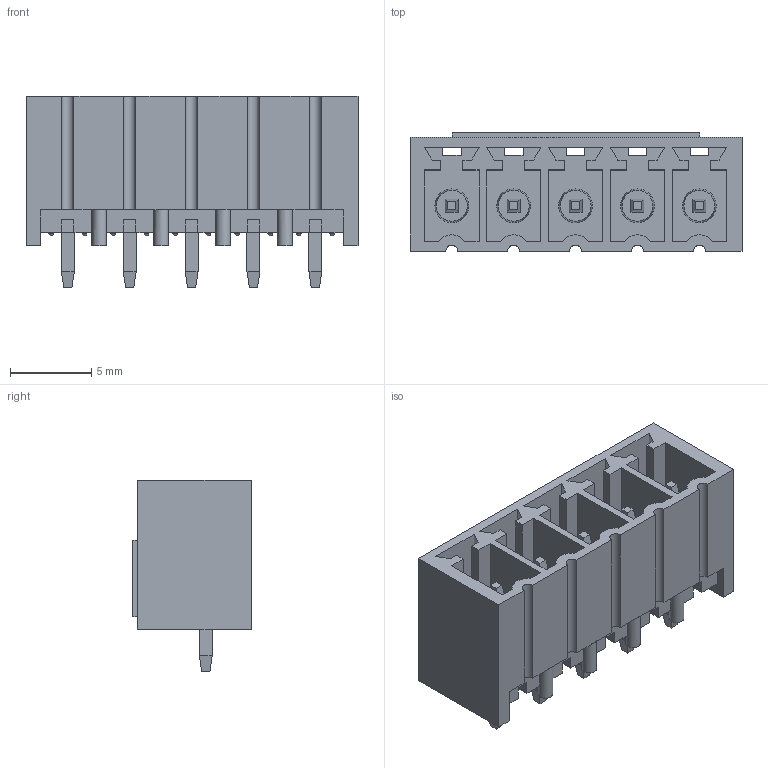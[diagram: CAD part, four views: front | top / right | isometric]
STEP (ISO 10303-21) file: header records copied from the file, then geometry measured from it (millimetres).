
FILE_DESCRIPTION( ( 'Unknown' ), '1' );
FILE_NAME( '691701310005B.stp', 'Unknown', ( 'Unknown' ), ( 'Unknown' ), 'PSStep 15.0.49', 'Unknown', ' ' );
FILE_SCHEMA( ( 'AUTOMOTIVE_DESIGN { 1 0 10303 214 1 1 1 1 }' ) );
Length unit declared in the file: millimetre
Products named in the file (3): Assem1; 6917013100xxB_PIN; 05
Assembly tree (6 placements, depth 2):
  Assem1
    6917013100xxB_PIN  x5
    05
Bounding box: 20.44 x 7.3 x 11.8 mm (x, y, z)
Volume: 646 mm3; surface area: 1861.6 mm2
Topology: 6 solids, 6 shells, 308 faces, 805 edges, 522 vertices
Faces by surface type: plane 265, cylinder 28, sphere 10, cone 5
Full cylindrical faces by diameter (mm): 0.3 x10, 0.9 x8
Entity records: 9696 total; most frequent: CARTESIAN_POINT 1339, ORIENTED_EDGE 1272, DIRECTION 1228, EDGE_CURVE 636, LINE 562, VECTOR 562, VERTEX_POINT 444, AXIS2_PLACEMENT_3D 333
